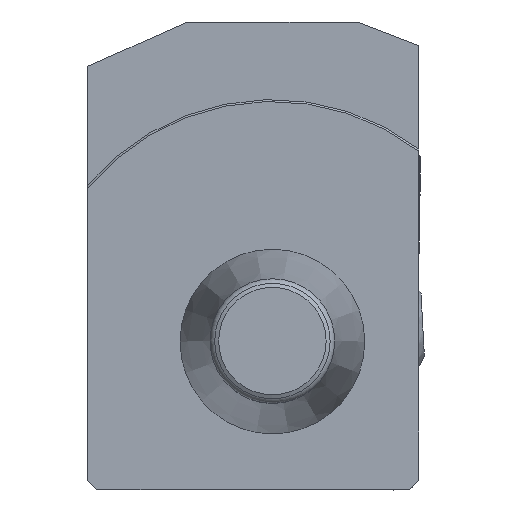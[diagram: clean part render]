
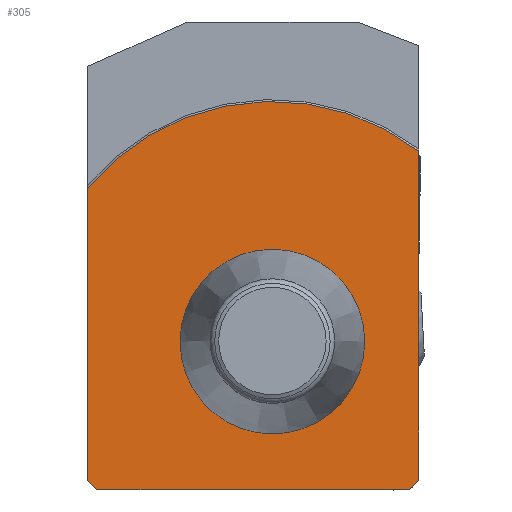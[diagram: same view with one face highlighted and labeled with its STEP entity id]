
A CAD part, top view. The second image highlights one B-rep face of the part: STEP entity #305.
In plain terms, the highlighted planar face has unit normal (0, 0, 1).
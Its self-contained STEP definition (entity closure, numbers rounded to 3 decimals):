
#115=FACE_BOUND('',#654,.T.);
#116=FACE_BOUND('',#655,.T.);
#164=CIRCLE('',#2870,13.);
#165=CIRCLE('',#2886,5.);
#305=ADVANCED_FACE('AL3_SU1',(#115,#116),#450,.T.);
#450=PLANE('',#2887);
#654=EDGE_LOOP('',(#1490));
#655=EDGE_LOOP('',(#1491,#1492,#1493,#1494,#1495,#1496));
#897=LINE('',#4089,#1134);
#907=LINE('',#4121,#1144);
#919=LINE('',#4146,#1156);
#935=LINE('',#4184,#1172);
#936=LINE('',#4186,#1173);
#1134=VECTOR('',#3184,1.);
#1144=VECTOR('',#3200,1.);
#1156=VECTOR('',#3222,1.);
#1172=VECTOR('',#3268,1.);
#1173=VECTOR('',#3271,1.);
#1490=ORIENTED_EDGE('',*,*,#2457,.T.);
#1491=ORIENTED_EDGE('',*,*,#2423,.F.);
#1492=ORIENTED_EDGE('',*,*,#2441,.F.);
#1493=ORIENTED_EDGE('',*,*,#2410,.T.);
#1494=ORIENTED_EDGE('',*,*,#2456,.F.);
#1495=ORIENTED_EDGE('',*,*,#2436,.T.);
#1496=ORIENTED_EDGE('',*,*,#2455,.F.);
#2147=VERTEX_POINT('',#4090);
#2148=VERTEX_POINT('',#4091);
#2157=VERTEX_POINT('',#4120);
#2158=VERTEX_POINT('',#4122);
#2166=VERTEX_POINT('',#4147);
#2167=VERTEX_POINT('',#4148);
#2173=VERTEX_POINT('',#4189);
#2410=EDGE_CURVE('',#2147,#2148,#897,.T.);
#2423=EDGE_CURVE('',#2157,#2158,#907,.T.);
#2436=EDGE_CURVE('',#2166,#2167,#919,.T.);
#2441=EDGE_CURVE('',#2147,#2157,#164,.T.);
#2455=EDGE_CURVE('',#2158,#2167,#935,.T.);
#2456=EDGE_CURVE('',#2166,#2148,#936,.T.);
#2457=EDGE_CURVE('',#2173,#2173,#165,.T.);
#2870=AXIS2_PLACEMENT_3D('',#4155,#3229,#3230);
#2886=AXIS2_PLACEMENT_3D('',#4188,#3274,#3275);
#2887=AXIS2_PLACEMENT_3D('',#4190,#3276,#3277);
#3184=DIRECTION('',(0.,-1.,0.));
#3200=DIRECTION('',(0.,-1.,0.));
#3222=DIRECTION('',(1.,0.,0.));
#3229=DIRECTION('',(0.,0.,-1.));
#3230=DIRECTION('',(1.,0.,0.));
#3268=DIRECTION('',(-0.707,-0.707,0.));
#3271=DIRECTION('',(-0.707,0.707,0.));
#3274=DIRECTION('',(0.,0.,-1.));
#3275=DIRECTION('',(-1.,0.,0.));
#3276=DIRECTION('',(0.,0.,1.));
#3277=DIRECTION('',(-1.,0.,0.));
#4089=CARTESIAN_POINT('',(-10.,20.,0.));
#4090=CARTESIAN_POINT('',(-10.,8.307,0.));
#4091=CARTESIAN_POINT('',(-10.,-7.5,0.));
#4120=CARTESIAN_POINT('',(7.925,10.305,0.));
#4121=CARTESIAN_POINT('',(7.925,0.,0.));
#4122=CARTESIAN_POINT('',(7.925,-7.5,0.));
#4146=CARTESIAN_POINT('',(-10.,-8.,0.));
#4147=CARTESIAN_POINT('',(-9.5,-8.,0.));
#4148=CARTESIAN_POINT('',(7.425,-8.,0.));
#4155=CARTESIAN_POINT('',(0.,0.,0.));
#4184=CARTESIAN_POINT('',(7.425,-8.,0.));
#4186=CARTESIAN_POINT('',(-9.5,-8.,0.));
#4188=CARTESIAN_POINT('',(0.,0.,0.));
#4189=CARTESIAN_POINT('',(-5.,0.,0.));
#4190=CARTESIAN_POINT('',(-1.038,2.5,0.));
